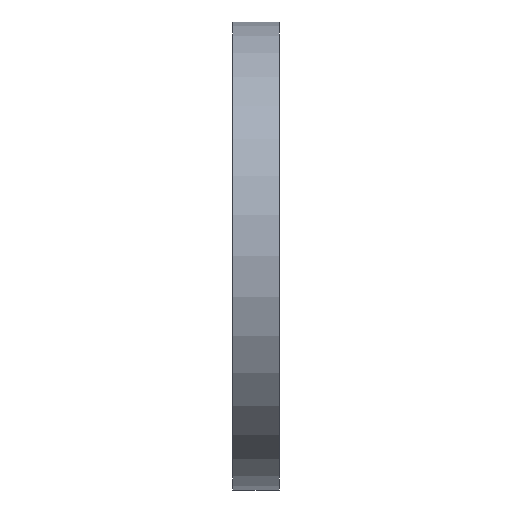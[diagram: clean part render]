
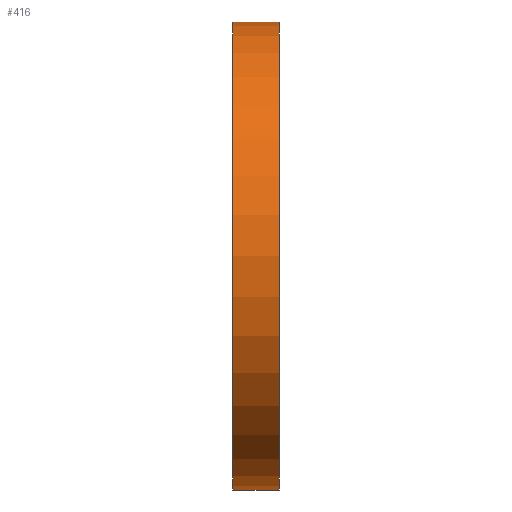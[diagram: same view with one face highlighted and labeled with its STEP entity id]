
A CAD part, left-side view. The second image highlights one B-rep face of the part: STEP entity #416.
In plain terms, the highlighted cylindrical face has radius 100 mm (diameter 200 mm), a partial arc.
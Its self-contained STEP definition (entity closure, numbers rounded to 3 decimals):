
#36 = CARTESIAN_POINT ( 'NONE',  ( 0., 20., -100. ) ) ;
#47 = DIRECTION ( 'NONE',  ( 0., 0., 1. ) ) ;
#57 = CARTESIAN_POINT ( 'NONE',  ( 0., 34.695, 100. ) ) ;
#95 = EDGE_CURVE ( 'NONE', #747, #487, #540, .T. ) ;
#98 = DIRECTION ( 'NONE',  ( 0., 0., 1. ) ) ;
#123 = DIRECTION ( 'NONE',  ( 0., 1., 0. ) ) ;
#147 = EDGE_CURVE ( 'NONE', #487, #367, #742, .T. ) ;
#163 = CYLINDRICAL_SURFACE ( 'NONE', #231, 100. ) ;
#173 = DIRECTION ( 'NONE',  ( 0., 1., 0. ) ) ;
#187 = EDGE_CURVE ( 'NONE', #762, #367, #394, .T. ) ;
#195 = EDGE_CURVE ( 'NONE', #747, #762, #728, .T. ) ;
#230 = VECTOR ( 'NONE', #739, 1000. ) ;
#231 = AXIS2_PLACEMENT_3D ( 'NONE', #590, #663, #98 ) ;
#237 = CARTESIAN_POINT ( 'NONE',  ( 0., 0., 0. ) ) ;
#245 = CARTESIAN_POINT ( 'NONE',  ( 0., 34.695, -100. ) ) ;
#367 = VERTEX_POINT ( 'NONE', #699 ) ;
#394 = CIRCLE ( 'NONE', #507, 100. ) ;
#416 = ADVANCED_FACE ( 'NONE', ( #458 ), #163, .T. ) ;
#452 = CARTESIAN_POINT ( 'NONE',  ( 0., 0., -100. ) ) ;
#458 = FACE_OUTER_BOUND ( 'NONE', #774, .T. ) ;
#467 = CARTESIAN_POINT ( 'NONE',  ( 0., 20., 0. ) ) ;
#487 = VERTEX_POINT ( 'NONE', #585 ) ;
#507 = AXIS2_PLACEMENT_3D ( 'NONE', #467, #173, #872 ) ;
#526 = DIRECTION ( 'NONE',  ( 0., 1., 0. ) ) ;
#534 = ORIENTED_EDGE ( 'NONE', *, *, #195, .F. ) ;
#540 = CIRCLE ( 'NONE', #642, 100. ) ;
#585 = CARTESIAN_POINT ( 'NONE',  ( 0., 0., 100. ) ) ;
#590 = CARTESIAN_POINT ( 'NONE',  ( 0., 34.695, 0. ) ) ;
#638 = ORIENTED_EDGE ( 'NONE', *, *, #187, .F. ) ;
#642 = AXIS2_PLACEMENT_3D ( 'NONE', #237, #123, #47 ) ;
#656 = VECTOR ( 'NONE', #526, 1000. ) ;
#663 = DIRECTION ( 'NONE',  ( 0., 1., 0. ) ) ;
#697 = ORIENTED_EDGE ( 'NONE', *, *, #147, .T. ) ;
#699 = CARTESIAN_POINT ( 'NONE',  ( 0., 20., 100. ) ) ;
#728 = LINE ( 'NONE', #245, #230 ) ;
#730 = ORIENTED_EDGE ( 'NONE', *, *, #95, .T. ) ;
#739 = DIRECTION ( 'NONE',  ( 0., 1., 0. ) ) ;
#742 = LINE ( 'NONE', #57, #656 ) ;
#747 = VERTEX_POINT ( 'NONE', #452 ) ;
#762 = VERTEX_POINT ( 'NONE', #36 ) ;
#774 = EDGE_LOOP ( 'NONE', ( #534, #730, #697, #638 ) ) ;
#872 = DIRECTION ( 'NONE',  ( 0., 0., 1. ) ) ;
